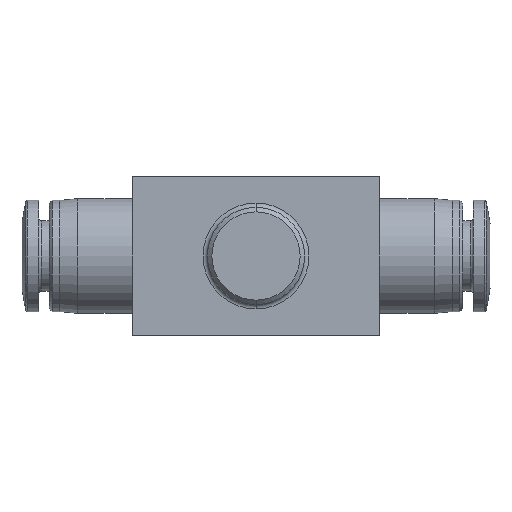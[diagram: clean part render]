
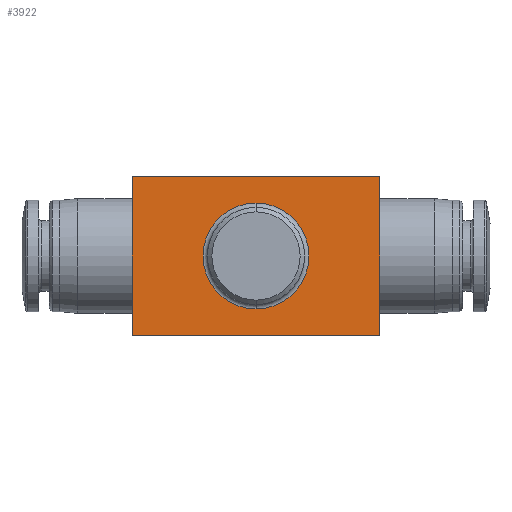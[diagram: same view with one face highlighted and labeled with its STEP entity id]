
A CAD part, front view. The second image highlights one B-rep face of the part: STEP entity #3922.
In plain terms, the highlighted planar face has unit normal (0, -1, 0).
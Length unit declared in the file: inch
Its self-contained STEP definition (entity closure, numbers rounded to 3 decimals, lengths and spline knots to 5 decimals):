
#118 = EDGE_CURVE ( 'NONE', #6738, #7401, #5937, .T. ) ;
#423 = CIRCLE ( 'NONE', #9387, 0.23622 ) ;
#631 = CARTESIAN_POINT ( 'NONE',  ( -0.23622, 0.09449, 0. ) ) ;
#833 = EDGE_LOOP ( 'NONE', ( #9680, #7038 ) ) ;
#1012 = CARTESIAN_POINT ( 'NONE',  ( -0.55118, 0.09449, 0. ) ) ;
#1063 = DIRECTION ( 'NONE',  ( 0., 0., -1. ) ) ;
#1064 = ORIENTED_EDGE ( 'NONE', *, *, #6561, .T. ) ;
#1277 = EDGE_CURVE ( 'NONE', #6898, #6738, #2170, .T. ) ;
#1344 = CARTESIAN_POINT ( 'NONE',  ( 0., 0.09449, 0. ) ) ;
#1863 = DIRECTION ( 'NONE',  ( 0., 0., -1. ) ) ;
#2035 = VECTOR ( 'NONE', #8632, 39.37008 ) ;
#2170 = LINE ( 'NONE', #4993, #7443 ) ;
#2544 = DIRECTION ( 'NONE',  ( 0., 0., 1. ) ) ;
#2850 = VERTEX_POINT ( 'NONE', #3266 ) ;
#3232 = CARTESIAN_POINT ( 'NONE',  ( 0.55118, 0.09449, -0.35433 ) ) ;
#3266 = CARTESIAN_POINT ( 'NONE',  ( 0., 0.09449, -0.23622 ) ) ;
#3374 = EDGE_CURVE ( 'NONE', #7401, #6704, #7153, .T. ) ;
#3568 = CARTESIAN_POINT ( 'NONE',  ( 0.55118, 0.09449, 0.35433 ) ) ;
#3713 = ORIENTED_EDGE ( 'NONE', *, *, #118, .T. ) ;
#3922 = ADVANCED_FACE ( 'NONE', ( #8843, #5877 ), #8520, .T. ) ;
#4150 = VECTOR ( 'NONE', #4212, 39.37008 ) ;
#4212 = DIRECTION ( 'NONE',  ( 1., 0., 0. ) ) ;
#4738 = EDGE_LOOP ( 'NONE', ( #13027, #1064, #6354, #3713 ) ) ;
#4993 = CARTESIAN_POINT ( 'NONE',  ( -0.23622, 0.09449, 0.35433 ) ) ;
#5015 = LINE ( 'NONE', #13131, #2035 ) ;
#5237 = AXIS2_PLACEMENT_3D ( 'NONE', #631, #8572, #1863 ) ;
#5342 = CARTESIAN_POINT ( 'NONE',  ( -0.23622, 0.09449, -0.35433 ) ) ;
#5702 = EDGE_CURVE ( 'NONE', #2850, #8803, #14035, .T. ) ;
#5877 = FACE_OUTER_BOUND ( 'NONE', #4738, .T. ) ;
#5937 = LINE ( 'NONE', #1012, #11911 ) ;
#6216 = CARTESIAN_POINT ( 'NONE',  ( -0.55118, 0.09449, -0.35433 ) ) ;
#6251 = CARTESIAN_POINT ( 'NONE',  ( 0., 0.09449, 0. ) ) ;
#6354 = ORIENTED_EDGE ( 'NONE', *, *, #1277, .T. ) ;
#6561 = EDGE_CURVE ( 'NONE', #6704, #6898, #5015, .T. ) ;
#6654 = CARTESIAN_POINT ( 'NONE',  ( -0.55118, 0.09449, 0.35433 ) ) ;
#6704 = VERTEX_POINT ( 'NONE', #3232 ) ;
#6738 = VERTEX_POINT ( 'NONE', #6654 ) ;
#6898 = VERTEX_POINT ( 'NONE', #3568 ) ;
#7038 = ORIENTED_EDGE ( 'NONE', *, *, #5702, .T. ) ;
#7153 = LINE ( 'NONE', #5342, #4150 ) ;
#7401 = VERTEX_POINT ( 'NONE', #6216 ) ;
#7406 = DIRECTION ( 'NONE',  ( 0., 0., 1. ) ) ;
#7443 = VECTOR ( 'NONE', #11712, 39.37008 ) ;
#8520 = PLANE ( 'NONE',  #5237 ) ;
#8572 = DIRECTION ( 'NONE',  ( 0., -1., 0. ) ) ;
#8632 = DIRECTION ( 'NONE',  ( 0., 0., 1. ) ) ;
#8803 = VERTEX_POINT ( 'NONE', #10818 ) ;
#8843 = FACE_BOUND ( 'NONE', #833, .T. ) ;
#8971 = EDGE_CURVE ( 'NONE', #8803, #2850, #423, .T. ) ;
#9222 = DIRECTION ( 'NONE',  ( 0., 1., 0. ) ) ;
#9387 = AXIS2_PLACEMENT_3D ( 'NONE', #1344, #9222, #2544 ) ;
#9680 = ORIENTED_EDGE ( 'NONE', *, *, #8971, .T. ) ;
#10818 = CARTESIAN_POINT ( 'NONE',  ( 0., 0.09449, 0.23622 ) ) ;
#11712 = DIRECTION ( 'NONE',  ( -1., 0., 0. ) ) ;
#11911 = VECTOR ( 'NONE', #1063, 39.37008 ) ;
#13027 = ORIENTED_EDGE ( 'NONE', *, *, #3374, .T. ) ;
#13131 = CARTESIAN_POINT ( 'NONE',  ( 0.55118, 0.09449, 0. ) ) ;
#13934 = AXIS2_PLACEMENT_3D ( 'NONE', #6251, #14114, #7406 ) ;
#14035 = CIRCLE ( 'NONE', #13934, 0.23622 ) ;
#14114 = DIRECTION ( 'NONE',  ( 0., 1., 0. ) ) ;
